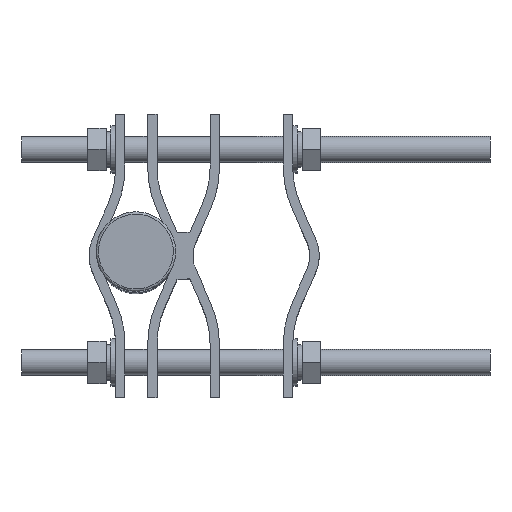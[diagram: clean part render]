
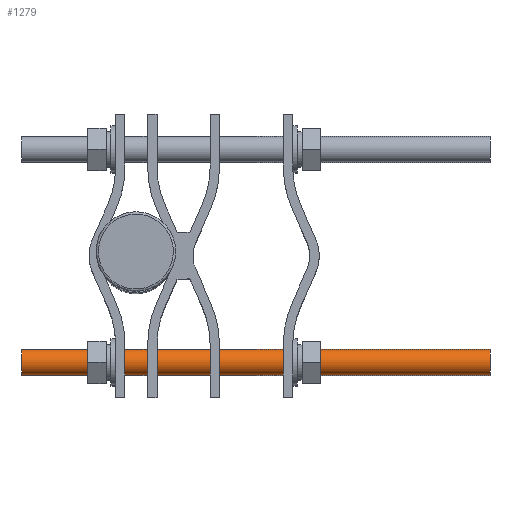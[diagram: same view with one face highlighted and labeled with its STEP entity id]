
A CAD part, top view. The second image highlights one B-rep face of the part: STEP entity #1279.
In plain terms, the highlighted cylindrical face has radius 5.5 mm (diameter 11 mm), a full revolution.
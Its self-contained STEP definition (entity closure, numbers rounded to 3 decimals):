
#17 = CARTESIAN_POINT ( 'NONE',  ( -48.67, -45.5, 138. ) ) ;
#829 = VERTEX_POINT ( 'NONE', #17 ) ;
#1279 = ADVANCED_FACE ( 'NONE', ( #8442, #1406 ), #3840, .T. ) ;
#1406 = FACE_OUTER_BOUND ( 'NONE', #6753, .T. ) ;
#2019 = CIRCLE ( 'NONE', #4477, 5.5 ) ;
#2259 = DIRECTION ( 'NONE',  ( 1., 0., 0. ) ) ;
#2643 = DIRECTION ( 'NONE',  ( -1., 0., 0. ) ) ;
#2799 = AXIS2_PLACEMENT_3D ( 'NONE', #6144, #6092, #5474 ) ;
#3025 = CARTESIAN_POINT ( 'NONE',  ( -48.67, -45.5, 132.5 ) ) ;
#3071 = EDGE_CURVE ( 'NONE', #5632, #5632, #2019, .T. ) ;
#3208 = CARTESIAN_POINT ( 'NONE',  ( 151.33, -45.5, 132.5 ) ) ;
#3840 = CYLINDRICAL_SURFACE ( 'NONE', #2799, 5.5 ) ;
#4477 = AXIS2_PLACEMENT_3D ( 'NONE', #3208, #2643, #5770 ) ;
#5426 = DIRECTION ( 'NONE',  ( 0., 0., 1. ) ) ;
#5474 = DIRECTION ( 'NONE',  ( 0., 0., 1. ) ) ;
#5632 = VERTEX_POINT ( 'NONE', #8734 ) ;
#5770 = DIRECTION ( 'NONE',  ( 0., 0., 1. ) ) ;
#6084 = CIRCLE ( 'NONE', #8208, 5.5 ) ;
#6092 = DIRECTION ( 'NONE',  ( -1., 0., 0. ) ) ;
#6144 = CARTESIAN_POINT ( 'NONE',  ( 151.33, -45.5, 132.5 ) ) ;
#6345 = ORIENTED_EDGE ( 'NONE', *, *, #3071, .T. ) ;
#6388 = ORIENTED_EDGE ( 'NONE', *, *, #9686, .T. ) ;
#6753 = EDGE_LOOP ( 'NONE', ( #6345 ) ) ;
#8208 = AXIS2_PLACEMENT_3D ( 'NONE', #3025, #2259, #5426 ) ;
#8442 = FACE_OUTER_BOUND ( 'NONE', #8618, .T. ) ;
#8618 = EDGE_LOOP ( 'NONE', ( #6388 ) ) ;
#8734 = CARTESIAN_POINT ( 'NONE',  ( 151.33, -45.5, 138. ) ) ;
#9686 = EDGE_CURVE ( 'NONE', #829, #829, #6084, .T. ) ;
